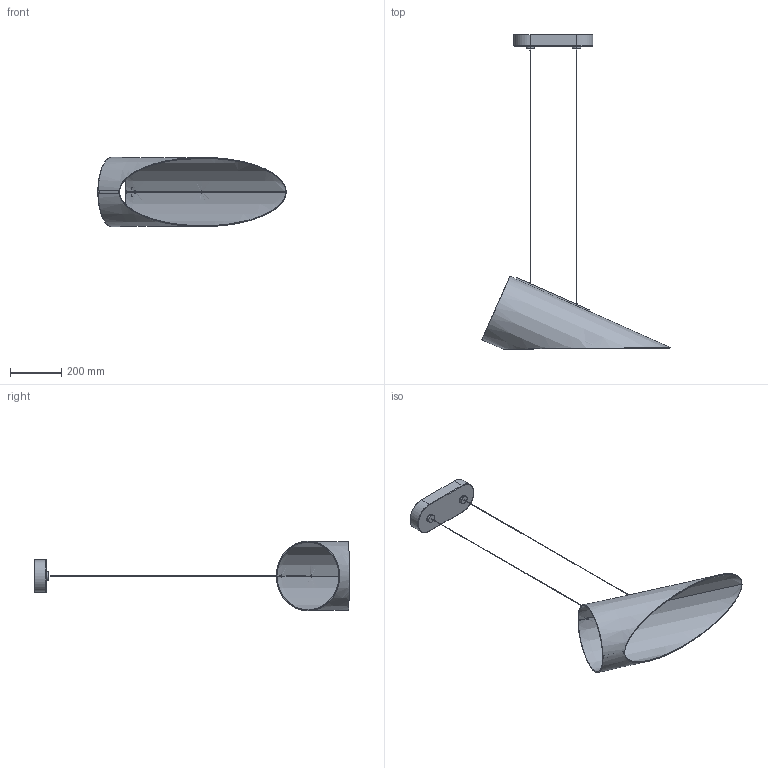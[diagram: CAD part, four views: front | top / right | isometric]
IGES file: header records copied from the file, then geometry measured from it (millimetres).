
Start section: SolidWorks IGES file using analytic representation for surfaces
Global section: file name: ARBR01 - Arbor 01.IGS; native system: SolidWorks 2015; preprocessor: SolidWorks 2015; author: Design; date: 190114.104745; units: millimetre
Bounding box: 732.12 x 1222.42 x 269.75 mm (x, y, z)
Surface area: 778925.9 mm2 (no closed solid volume)
Topology: 0 solids, 0 shells, 194 faces, 2977 edges, 2973 vertices
Faces by surface type: revolution 99, bspline 95
